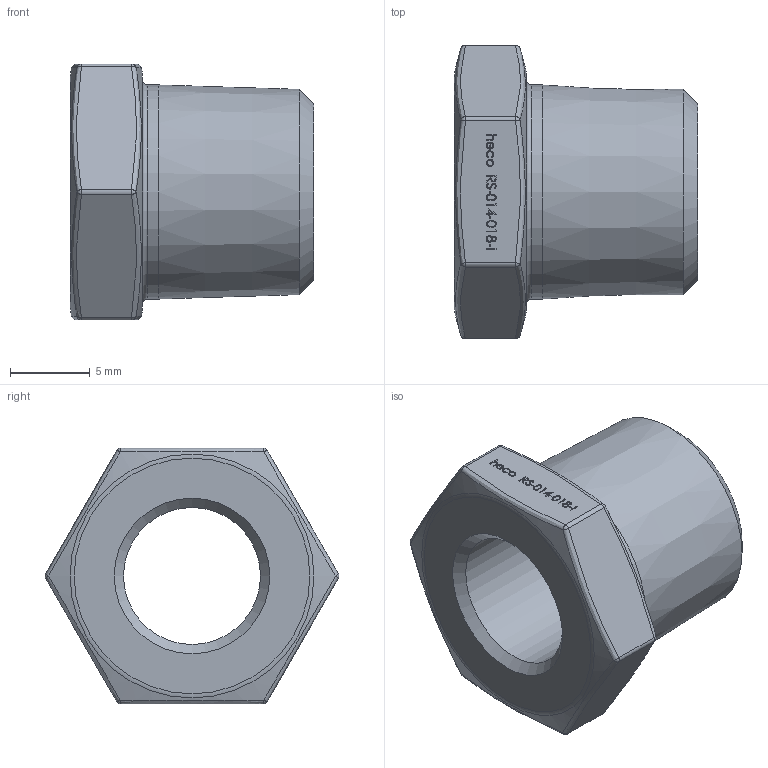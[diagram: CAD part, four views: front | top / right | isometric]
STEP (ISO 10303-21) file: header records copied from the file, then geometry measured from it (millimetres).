
FILE_DESCRIPTION (( 'STEP AP214' ), '1' );
FILE_NAME ('RS-014-018-I 2312.STEP', '2023-12-13T12:47:41', ( '' ), ( '' ), 'SwSTEP 2.0', 'SolidWorks 2019', '' );
FILE_SCHEMA (( 'AUTOMOTIVE_DESIGN' ));
Length unit declared in the file: millimetre
Products named in the file (1): RS-014-018-I 2312
Bounding box: 15.2 x 18.38 x 16 mm (x, y, z)
Volume: 1386.7 mm3; surface area: 1366 mm2
Topology: 1 solids, 1 shells, 234 faces, 577 edges, 371 vertices
Faces by surface type: bspline 102, plane 101, sphere 12, cylinder 9, cone 6, torus 4
Full cylindrical faces by diameter (mm): 8.566 x1, 9.828 x1, 13.388 x1
Entity records: 13864 total; most frequent: CARTESIAN_POINT 7154, ORIENTED_EDGE 1118, DIRECTION 673, EDGE_CURVE 559, VERTEX_POINT 366, VECTOR 303, LINE 303, EDGE_LOOP 275
